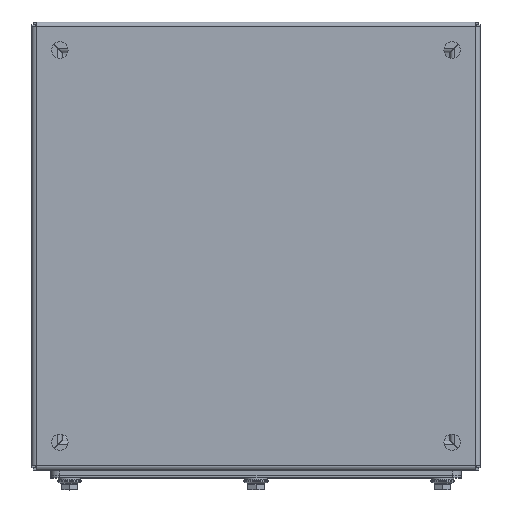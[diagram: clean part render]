
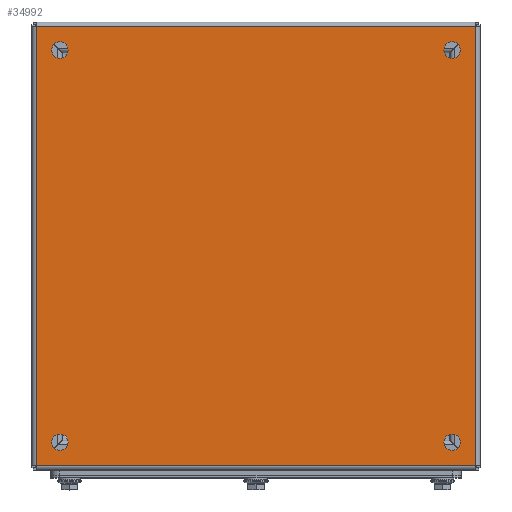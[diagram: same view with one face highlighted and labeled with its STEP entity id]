
A CAD part, top view. The second image highlights one B-rep face of the part: STEP entity #34992.
In plain terms, the highlighted planar face has unit normal (0, 0, 1).
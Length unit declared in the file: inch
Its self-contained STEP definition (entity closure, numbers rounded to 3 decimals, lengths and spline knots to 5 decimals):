
#799 = EDGE_LOOP ( 'NONE', ( #87691, #88396, #56629, #10725 ) ) ;
#875 = DIRECTION ( 'NONE',  ( 0., 1., 0. ) ) ;
#2063 = ORIENTED_EDGE ( 'NONE', *, *, #92540, .T. ) ;
#2107 = VERTEX_POINT ( 'NONE', #63489 ) ;
#2634 = DIRECTION ( 'NONE',  ( -1., 0., 0. ) ) ;
#3750 = EDGE_CURVE ( 'NONE', #80149, #80149, #37964, .T. ) ;
#4931 = EDGE_CURVE ( 'NONE', #85530, #24036, #60792, .T. ) ;
#5009 = AXIS2_PLACEMENT_3D ( 'NONE', #48897, #25870, #5287 ) ;
#5202 = DIRECTION ( 'NONE',  ( -1., 0., 0. ) ) ;
#5287 = DIRECTION ( 'NONE',  ( -1., 0., 0. ) ) ;
#7699 = CARTESIAN_POINT ( 'NONE',  ( 7.99588, -0.00412, 6.9175 ) ) ;
#8374 = CARTESIAN_POINT ( 'NONE',  ( 7.99588, 11.75413, 6.9175 ) ) ;
#8886 = CARTESIAN_POINT ( 'NONE',  ( 19.75413, 5.875, 6.9175 ) ) ;
#9629 = CARTESIAN_POINT ( 'NONE',  ( 19.125, 0.625, 6.9175 ) ) ;
#10725 = ORIENTED_EDGE ( 'NONE', *, *, #90630, .F. ) ;
#11050 = PLANE ( 'NONE',  #28129 ) ;
#11534 = FACE_BOUND ( 'NONE', #73989, .T. ) ;
#16051 = AXIS2_PLACEMENT_3D ( 'NONE', #36048, #51230, #5202 ) ;
#18316 = EDGE_LOOP ( 'NONE', ( #61269 ) ) ;
#18327 = FACE_BOUND ( 'NONE', #43251, .T. ) ;
#18743 = CARTESIAN_POINT ( 'NONE',  ( 18.90625, 0.625, 6.9175 ) ) ;
#19119 = CARTESIAN_POINT ( 'NONE',  ( 18.90625, 11.125, 6.9175 ) ) ;
#20720 = CIRCLE ( 'NONE', #74007, 0.21875 ) ;
#21224 = CARTESIAN_POINT ( 'NONE',  ( 13.875, 5.875, 6.9175 ) ) ;
#22913 = CIRCLE ( 'NONE', #73052, 0.21875 ) ;
#24036 = VERTEX_POINT ( 'NONE', #8374 ) ;
#25870 = DIRECTION ( 'NONE',  ( 0., 0., -1. ) ) ;
#27122 = CARTESIAN_POINT ( 'NONE',  ( 19.75413, -0.00412, 6.9175 ) ) ;
#28129 = AXIS2_PLACEMENT_3D ( 'NONE', #21224, #73771, #66904 ) ;
#30974 = DIRECTION ( 'NONE',  ( 0., -1., 0. ) ) ;
#31218 = DIRECTION ( 'NONE',  ( -1., 0., 0. ) ) ;
#32017 = VECTOR ( 'NONE', #875, 39.37008 ) ;
#33953 = DIRECTION ( 'NONE',  ( -1., 0., 0. ) ) ;
#34992 = ADVANCED_FACE ( 'NONE', ( #18327, #11534, #78299, #41361, #71362 ), #11050, .F. ) ;
#36048 = CARTESIAN_POINT ( 'NONE',  ( 8.625, 0.625, 6.9175 ) ) ;
#37964 = CIRCLE ( 'NONE', #16051, 0.21875 ) ;
#39258 = LINE ( 'NONE', #8886, #60397 ) ;
#40399 = CARTESIAN_POINT ( 'NONE',  ( 13.875, -0.00412, 6.9175 ) ) ;
#41361 = FACE_BOUND ( 'NONE', #18316, .T. ) ;
#43251 = EDGE_LOOP ( 'NONE', ( #58876 ) ) ;
#47657 = VERTEX_POINT ( 'NONE', #18743 ) ;
#48897 = CARTESIAN_POINT ( 'NONE',  ( 8.625, 11.125, 6.9175 ) ) ;
#51230 = DIRECTION ( 'NONE',  ( 0., 0., -1. ) ) ;
#51306 = ORIENTED_EDGE ( 'NONE', *, *, #3750, .T. ) ;
#54702 = DIRECTION ( 'NONE',  ( 0., 0., -1. ) ) ;
#56493 = DIRECTION ( 'NONE',  ( 0., 0., -1. ) ) ;
#56586 = LINE ( 'NONE', #40399, #59237 ) ;
#56629 = ORIENTED_EDGE ( 'NONE', *, *, #4931, .F. ) ;
#57301 = VECTOR ( 'NONE', #76779, 39.37008 ) ;
#58876 = ORIENTED_EDGE ( 'NONE', *, *, #85418, .T. ) ;
#59237 = VECTOR ( 'NONE', #2634, 39.37008 ) ;
#60397 = VECTOR ( 'NONE', #30974, 39.37008 ) ;
#60559 = VERTEX_POINT ( 'NONE', #27122 ) ;
#60792 = LINE ( 'NONE', #61278, #32017 ) ;
#61269 = ORIENTED_EDGE ( 'NONE', *, *, #81370, .T. ) ;
#61278 = CARTESIAN_POINT ( 'NONE',  ( 7.99588, 5.875, 6.9175 ) ) ;
#62402 = VERTEX_POINT ( 'NONE', #19119 ) ;
#63489 = CARTESIAN_POINT ( 'NONE',  ( 19.75413, 11.75413, 6.9175 ) ) ;
#65413 = VERTEX_POINT ( 'NONE', #74674 ) ;
#65838 = EDGE_CURVE ( 'NONE', #24036, #2107, #74850, .T. ) ;
#66904 = DIRECTION ( 'NONE',  ( -1., 0., 0. ) ) ;
#68927 = CARTESIAN_POINT ( 'NONE',  ( 13.875, 11.75413, 6.9175 ) ) ;
#71362 = FACE_OUTER_BOUND ( 'NONE', #799, .T. ) ;
#73052 = AXIS2_PLACEMENT_3D ( 'NONE', #93849, #56493, #33953 ) ;
#73771 = DIRECTION ( 'NONE',  ( 0., 0., -1. ) ) ;
#73989 = EDGE_LOOP ( 'NONE', ( #2063 ) ) ;
#74007 = AXIS2_PLACEMENT_3D ( 'NONE', #9629, #54702, #31218 ) ;
#74674 = CARTESIAN_POINT ( 'NONE',  ( 8.40625, 11.125, 6.9175 ) ) ;
#74850 = LINE ( 'NONE', #68927, #57301 ) ;
#76779 = DIRECTION ( 'NONE',  ( 1., 0., 0. ) ) ;
#78299 = FACE_BOUND ( 'NONE', #93414, .T. ) ;
#80149 = VERTEX_POINT ( 'NONE', #88362 ) ;
#81370 = EDGE_CURVE ( 'NONE', #47657, #47657, #20720, .T. ) ;
#83401 = CIRCLE ( 'NONE', #5009, 0.21875 ) ;
#84208 = EDGE_CURVE ( 'NONE', #2107, #60559, #39258, .T. ) ;
#85418 = EDGE_CURVE ( 'NONE', #65413, #65413, #83401, .T. ) ;
#85530 = VERTEX_POINT ( 'NONE', #7699 ) ;
#87691 = ORIENTED_EDGE ( 'NONE', *, *, #84208, .F. ) ;
#88362 = CARTESIAN_POINT ( 'NONE',  ( 8.40625, 0.625, 6.9175 ) ) ;
#88396 = ORIENTED_EDGE ( 'NONE', *, *, #65838, .F. ) ;
#90630 = EDGE_CURVE ( 'NONE', #60559, #85530, #56586, .T. ) ;
#92540 = EDGE_CURVE ( 'NONE', #62402, #62402, #22913, .T. ) ;
#93414 = EDGE_LOOP ( 'NONE', ( #51306 ) ) ;
#93849 = CARTESIAN_POINT ( 'NONE',  ( 19.125, 11.125, 6.9175 ) ) ;
